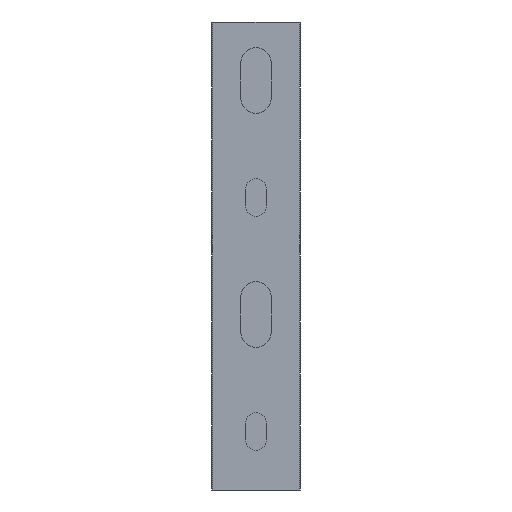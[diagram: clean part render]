
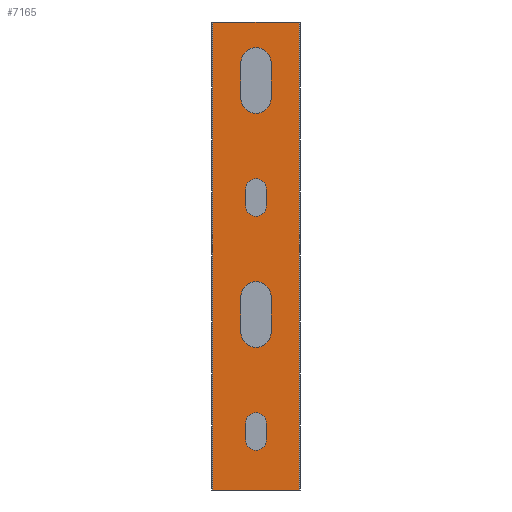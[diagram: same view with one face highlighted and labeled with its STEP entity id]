
A CAD part, front view. The second image highlights one B-rep face of the part: STEP entity #7165.
In plain terms, the highlighted planar face has unit normal (0, -1, 0).
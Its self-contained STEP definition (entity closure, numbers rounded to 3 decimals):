
#2634=DIRECTION('',(1.,0.,0.));
#2635=VECTOR('',#2634,18.4);
#2636=CARTESIAN_POINT('',(-9.2,0.,100.));
#2637=LINE('',#2636,#2635);
#2638=DIRECTION('',(0.,0.,1.));
#2639=VECTOR('',#2638,100.);
#2640=CARTESIAN_POINT('',(9.2,0.,0.));
#2641=LINE('',#2640,#2639);
#2642=DIRECTION('',(-1.,0.,0.));
#2643=VECTOR('',#2642,18.4);
#2644=CARTESIAN_POINT('',(9.2,0.,0.));
#2645=LINE('',#2644,#2643);
#2646=DIRECTION('',(0.,0.,1.));
#2647=VECTOR('',#2646,100.);
#2648=CARTESIAN_POINT('',(-9.2,0.,0.));
#2649=LINE('',#2648,#2647);
#2650=CARTESIAN_POINT('',(0.,0.,91.25));
#2651=DIRECTION('',(0.,1.,0.));
#2652=DIRECTION('',(-1.,0.,0.));
#2653=AXIS2_PLACEMENT_3D('',#2650,#2651,#2652);
#2655=DIRECTION('',(0.,0.,1.));
#2656=VECTOR('',#2655,7.5);
#2657=CARTESIAN_POINT('',(-3.25,0.,83.75));
#2658=LINE('',#2657,#2656);
#2659=CARTESIAN_POINT('',(0.,0.,83.75));
#2660=DIRECTION('',(0.,1.,0.));
#2661=DIRECTION('',(1.,0.,0.));
#2662=AXIS2_PLACEMENT_3D('',#2659,#2660,#2661);
#2664=DIRECTION('',(0.,0.,-1.));
#2665=VECTOR('',#2664,7.5);
#2666=CARTESIAN_POINT('',(3.25,0.,91.25));
#2667=LINE('',#2666,#2665);
#2668=CARTESIAN_POINT('',(0.,0.,64.25));
#2669=DIRECTION('',(0.,1.,0.));
#2670=DIRECTION('',(-1.,0.,0.));
#2671=AXIS2_PLACEMENT_3D('',#2668,#2669,#2670);
#2673=DIRECTION('',(0.,0.,1.));
#2674=VECTOR('',#2673,3.5);
#2675=CARTESIAN_POINT('',(-2.25,0.,60.75));
#2676=LINE('',#2675,#2674);
#2677=CARTESIAN_POINT('',(0.,0.,60.75));
#2678=DIRECTION('',(0.,1.,0.));
#2679=DIRECTION('',(1.,0.,0.));
#2680=AXIS2_PLACEMENT_3D('',#2677,#2678,#2679);
#2682=DIRECTION('',(0.,0.,-1.));
#2683=VECTOR('',#2682,3.5);
#2684=CARTESIAN_POINT('',(2.25,0.,64.25));
#2685=LINE('',#2684,#2683);
#2686=CARTESIAN_POINT('',(0.,0.,41.25));
#2687=DIRECTION('',(0.,1.,0.));
#2688=DIRECTION('',(-1.,0.,0.));
#2689=AXIS2_PLACEMENT_3D('',#2686,#2687,#2688);
#2691=DIRECTION('',(0.,0.,1.));
#2692=VECTOR('',#2691,7.5);
#2693=CARTESIAN_POINT('',(-3.25,0.,33.75));
#2694=LINE('',#2693,#2692);
#2695=CARTESIAN_POINT('',(0.,0.,33.75));
#2696=DIRECTION('',(0.,1.,0.));
#2697=DIRECTION('',(1.,0.,0.));
#2698=AXIS2_PLACEMENT_3D('',#2695,#2696,#2697);
#2700=DIRECTION('',(0.,0.,-1.));
#2701=VECTOR('',#2700,7.5);
#2702=CARTESIAN_POINT('',(3.25,0.,41.25));
#2703=LINE('',#2702,#2701);
#2704=CARTESIAN_POINT('',(0.,0.,14.25));
#2705=DIRECTION('',(0.,1.,0.));
#2706=DIRECTION('',(-1.,0.,0.));
#2707=AXIS2_PLACEMENT_3D('',#2704,#2705,#2706);
#2709=DIRECTION('',(0.,0.,1.));
#2710=VECTOR('',#2709,3.5);
#2711=CARTESIAN_POINT('',(-2.25,0.,10.75));
#2712=LINE('',#2711,#2710);
#2713=CARTESIAN_POINT('',(0.,0.,10.75));
#2714=DIRECTION('',(0.,1.,0.));
#2715=DIRECTION('',(1.,0.,0.));
#2716=AXIS2_PLACEMENT_3D('',#2713,#2714,#2715);
#2718=DIRECTION('',(0.,0.,-1.));
#2719=VECTOR('',#2718,3.5);
#2720=CARTESIAN_POINT('',(2.25,0.,14.25));
#2721=LINE('',#2720,#2719);
#2874=CARTESIAN_POINT('',(-9.2,0.,0.));
#2875=VERTEX_POINT('',#2874);
#2884=CARTESIAN_POINT('',(-9.2,0.,100.));
#2885=VERTEX_POINT('',#2884);
#2894=CARTESIAN_POINT('',(9.2,0.,0.));
#2895=VERTEX_POINT('',#2894);
#2904=CARTESIAN_POINT('',(9.2,0.,100.));
#2905=VERTEX_POINT('',#2904);
#2910=CARTESIAN_POINT('',(-3.25,0.,91.25));
#2911=CARTESIAN_POINT('',(3.25,0.,91.25));
#2912=VERTEX_POINT('',#2910);
#2913=VERTEX_POINT('',#2911);
#2914=CARTESIAN_POINT('',(3.25,0.,83.75));
#2915=VERTEX_POINT('',#2914);
#2916=CARTESIAN_POINT('',(-3.25,0.,83.75));
#2917=VERTEX_POINT('',#2916);
#2918=CARTESIAN_POINT('',(-2.25,0.,64.25));
#2919=CARTESIAN_POINT('',(2.25,0.,64.25));
#2920=VERTEX_POINT('',#2918);
#2921=VERTEX_POINT('',#2919);
#2922=CARTESIAN_POINT('',(2.25,0.,60.75));
#2923=VERTEX_POINT('',#2922);
#2924=CARTESIAN_POINT('',(-2.25,0.,60.75));
#2925=VERTEX_POINT('',#2924);
#2942=CARTESIAN_POINT('',(-3.25,0.,41.25));
#2943=CARTESIAN_POINT('',(3.25,0.,41.25));
#2944=VERTEX_POINT('',#2942);
#2945=VERTEX_POINT('',#2943);
#2946=CARTESIAN_POINT('',(3.25,0.,33.75));
#2947=VERTEX_POINT('',#2946);
#2948=CARTESIAN_POINT('',(-3.25,0.,33.75));
#2949=VERTEX_POINT('',#2948);
#2950=CARTESIAN_POINT('',(-2.25,0.,14.25));
#2951=CARTESIAN_POINT('',(2.25,0.,14.25));
#2952=VERTEX_POINT('',#2950);
#2953=VERTEX_POINT('',#2951);
#2954=CARTESIAN_POINT('',(2.25,0.,10.75));
#2955=VERTEX_POINT('',#2954);
#2956=CARTESIAN_POINT('',(-2.25,0.,10.75));
#2957=VERTEX_POINT('',#2956);
#7113=CARTESIAN_POINT('',(-9.2,0.,0.));
#7114=DIRECTION('',(0.,-1.,0.));
#7115=DIRECTION('',(1.,0.,0.));
#7116=AXIS2_PLACEMENT_3D('',#7113,#7114,#7115);
#7117=PLANE('',#7116);
#7118=ORIENTED_EDGE('',*,*,#7081,.T.);
#7119=ORIENTED_EDGE('',*,*,#7106,.F.);
#7120=ORIENTED_EDGE('',*,*,#3767,.T.);
#7122=ORIENTED_EDGE('',*,*,#7121,.T.);
#7123=EDGE_LOOP('',(#7118,#7119,#7120,#7122));
#7124=FACE_OUTER_BOUND('',#7123,.F.);
#7126=ORIENTED_EDGE('',*,*,#7125,.F.);
#7128=ORIENTED_EDGE('',*,*,#7127,.F.);
#7130=ORIENTED_EDGE('',*,*,#7129,.F.);
#7132=ORIENTED_EDGE('',*,*,#7131,.F.);
#7133=EDGE_LOOP('',(#7126,#7128,#7130,#7132));
#7134=FACE_BOUND('',#7133,.F.);
#7136=ORIENTED_EDGE('',*,*,#7135,.F.);
#7138=ORIENTED_EDGE('',*,*,#7137,.F.);
#7140=ORIENTED_EDGE('',*,*,#7139,.F.);
#7142=ORIENTED_EDGE('',*,*,#7141,.F.);
#7143=EDGE_LOOP('',(#7136,#7138,#7140,#7142));
#7144=FACE_BOUND('',#7143,.F.);
#7146=ORIENTED_EDGE('',*,*,#7145,.F.);
#7148=ORIENTED_EDGE('',*,*,#7147,.F.);
#7150=ORIENTED_EDGE('',*,*,#7149,.F.);
#7152=ORIENTED_EDGE('',*,*,#7151,.F.);
#7153=EDGE_LOOP('',(#7146,#7148,#7150,#7152));
#7154=FACE_BOUND('',#7153,.F.);
#7156=ORIENTED_EDGE('',*,*,#7155,.F.);
#7158=ORIENTED_EDGE('',*,*,#7157,.F.);
#7160=ORIENTED_EDGE('',*,*,#7159,.F.);
#7162=ORIENTED_EDGE('',*,*,#7161,.F.);
#7163=EDGE_LOOP('',(#7156,#7158,#7160,#7162));
#7164=FACE_BOUND('',#7163,.F.);
#2654=CIRCLE('',#2653,3.25);
#2663=CIRCLE('',#2662,3.25);
#2672=CIRCLE('',#2671,2.25);
#2681=CIRCLE('',#2680,2.25);
#2690=CIRCLE('',#2689,3.25);
#2699=CIRCLE('',#2698,3.25);
#2708=CIRCLE('',#2707,2.25);
#2717=CIRCLE('',#2716,2.25);
#3767=EDGE_CURVE('',#2895,#2875,#2645,.T.);
#7081=EDGE_CURVE('',#2885,#2905,#2637,.T.);
#7106=EDGE_CURVE('',#2895,#2905,#2641,.T.);
#7121=EDGE_CURVE('',#2875,#2885,#2649,.T.);
#7125=EDGE_CURVE('',#2912,#2913,#2654,.T.);
#7127=EDGE_CURVE('',#2917,#2912,#2658,.T.);
#7129=EDGE_CURVE('',#2915,#2917,#2663,.T.);
#7131=EDGE_CURVE('',#2913,#2915,#2667,.T.);
#7135=EDGE_CURVE('',#2920,#2921,#2672,.T.);
#7137=EDGE_CURVE('',#2925,#2920,#2676,.T.);
#7139=EDGE_CURVE('',#2923,#2925,#2681,.T.);
#7141=EDGE_CURVE('',#2921,#2923,#2685,.T.);
#7145=EDGE_CURVE('',#2944,#2945,#2690,.T.);
#7147=EDGE_CURVE('',#2949,#2944,#2694,.T.);
#7149=EDGE_CURVE('',#2947,#2949,#2699,.T.);
#7151=EDGE_CURVE('',#2945,#2947,#2703,.T.);
#7155=EDGE_CURVE('',#2952,#2953,#2708,.T.);
#7157=EDGE_CURVE('',#2957,#2952,#2712,.T.);
#7159=EDGE_CURVE('',#2955,#2957,#2717,.T.);
#7161=EDGE_CURVE('',#2953,#2955,#2721,.T.);
#7165=ADVANCED_FACE('',(#7124,#7134,#7144,#7154,#7164),#7117,.T.);
